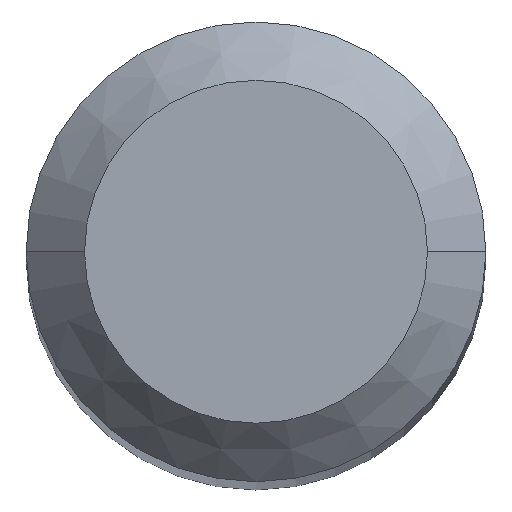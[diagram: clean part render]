
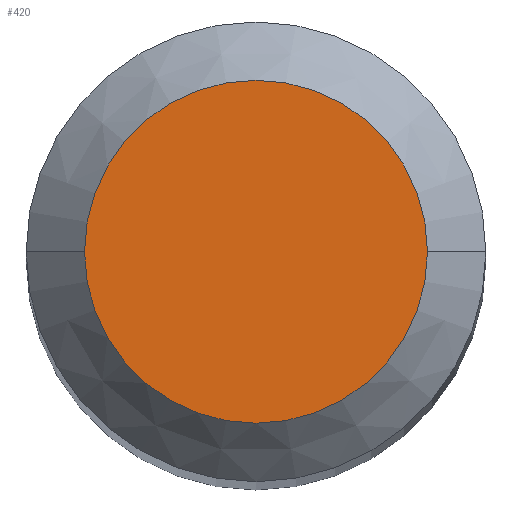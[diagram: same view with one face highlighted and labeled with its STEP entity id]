
A CAD part, top view. The second image highlights one B-rep face of the part: STEP entity #420.
In plain terms, the highlighted planar face has unit normal (0, 0, 1).
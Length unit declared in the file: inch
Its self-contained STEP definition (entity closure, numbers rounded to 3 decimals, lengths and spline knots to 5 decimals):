
#6 = DIRECTION ( 'NONE',  ( 0., 0., -1. ) ) ;
#23 = EDGE_LOOP ( 'NONE', ( #447, #226 ) ) ;
#56 = VERTEX_POINT ( 'NONE', #239 ) ;
#100 = AXIS2_PLACEMENT_3D ( 'NONE', #402, #6, #396 ) ;
#104 = DIRECTION ( 'NONE',  ( 1., 0., 0. ) ) ;
#134 = DIRECTION ( 'NONE',  ( 0., 0., 1. ) ) ;
#143 = CIRCLE ( 'NONE', #354, 0.04405 ) ;
#162 = CARTESIAN_POINT ( 'NONE',  ( 0., 0., 0. ) ) ;
#164 = CARTESIAN_POINT ( 'NONE',  ( 0., 0., 0. ) ) ;
#173 = EDGE_CURVE ( 'NONE', #56, #302, #143, .T. ) ;
#202 = DIRECTION ( 'NONE',  ( 0., 0., 1. ) ) ;
#215 = FACE_OUTER_BOUND ( 'NONE', #23, .T. ) ;
#226 = ORIENTED_EDGE ( 'NONE', *, *, #266, .T. ) ;
#239 = CARTESIAN_POINT ( 'NONE',  ( -0.04405, 0., 0. ) ) ;
#266 = EDGE_CURVE ( 'NONE', #302, #56, #370, .T. ) ;
#302 = VERTEX_POINT ( 'NONE', #432 ) ;
#348 = DIRECTION ( 'NONE',  ( 1., 0., 0. ) ) ;
#354 = AXIS2_PLACEMENT_3D ( 'NONE', #164, #202, #104 ) ;
#370 = CIRCLE ( 'NONE', #422, 0.04405 ) ;
#396 = DIRECTION ( 'NONE',  ( -1., 0., 0. ) ) ;
#402 = CARTESIAN_POINT ( 'NONE',  ( 0., 0.04405, 0. ) ) ;
#420 = ADVANCED_FACE ( 'NONE', ( #215 ), #437, .F. ) ;
#422 = AXIS2_PLACEMENT_3D ( 'NONE', #162, #134, #348 ) ;
#432 = CARTESIAN_POINT ( 'NONE',  ( 0.04405, 0., 0. ) ) ;
#437 = PLANE ( 'NONE',  #100 ) ;
#447 = ORIENTED_EDGE ( 'NONE', *, *, #173, .T. ) ;
